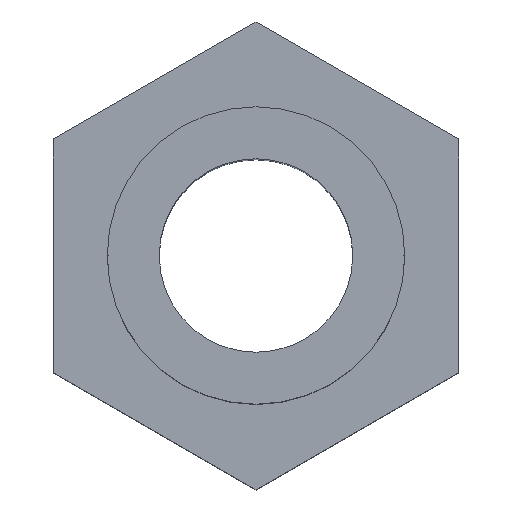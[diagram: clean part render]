
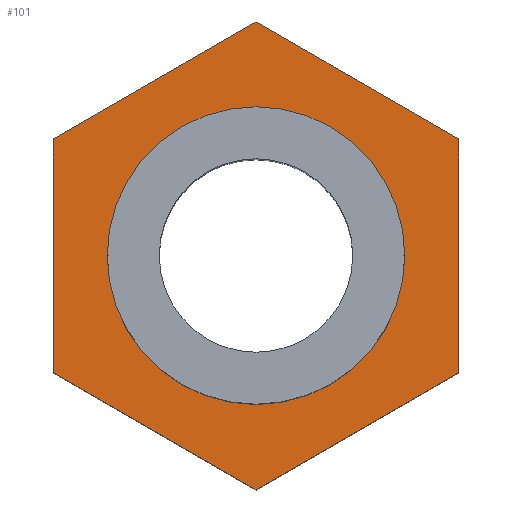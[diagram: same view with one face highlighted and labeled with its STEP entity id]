
A CAD part, top view. The second image highlights one B-rep face of the part: STEP entity #101.
In plain terms, the highlighted planar face has unit normal (0, 0, 1).
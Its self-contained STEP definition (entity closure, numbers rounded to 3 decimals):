
#16 = CARTESIAN_POINT ( 'NONE',  ( 13.22, 0., -18. ) ) ;
#38 = ORIENTED_EDGE ( 'NONE', *, *, #685, .F. ) ;
#50 = DIRECTION ( 'NONE',  ( -0.866, -0.5, 0. ) ) ;
#67 = EDGE_CURVE ( 'NONE', #546, #406, #123, .T. ) ;
#93 = ORIENTED_EDGE ( 'NONE', *, *, #376, .F. ) ;
#94 = CARTESIAN_POINT ( 'NONE',  ( -18., 10.392, -18. ) ) ;
#99 = VECTOR ( 'NONE', #188, 1000. ) ;
#101 = ADVANCED_FACE ( 'NONE', ( #513, #352 ), #652, .F. ) ;
#123 = LINE ( 'NONE', #503, #179 ) ;
#142 = CARTESIAN_POINT ( 'NONE',  ( -18., 13.22, -18. ) ) ;
#158 = VERTEX_POINT ( 'NONE', #94 ) ;
#162 = DIRECTION ( 'NONE',  ( -1., 0., 0. ) ) ;
#167 = DIRECTION ( 'NONE',  ( 0., 0., 1. ) ) ;
#172 = DIRECTION ( 'NONE',  ( 0., 0., -1. ) ) ;
#178 = CIRCLE ( 'NONE', #524, 13.22 ) ;
#179 = VECTOR ( 'NONE', #50, 1000. ) ;
#183 = DIRECTION ( 'NONE',  ( 1., 0., 0. ) ) ;
#188 = DIRECTION ( 'NONE',  ( 0.866, 0.5, 0. ) ) ;
#193 = VERTEX_POINT ( 'NONE', #387 ) ;
#253 = VERTEX_POINT ( 'NONE', #899 ) ;
#261 = VERTEX_POINT ( 'NONE', #761 ) ;
#262 = EDGE_CURVE ( 'NONE', #378, #193, #606, .T. ) ;
#269 = AXIS2_PLACEMENT_3D ( 'NONE', #368, #670, #450 ) ;
#277 = CARTESIAN_POINT ( 'NONE',  ( 0., 13.22, -18. ) ) ;
#345 = EDGE_CURVE ( 'NONE', #253, #158, #837, .T. ) ;
#350 = CARTESIAN_POINT ( 'NONE',  ( -3.276, 18.893, -18. ) ) ;
#352 = FACE_OUTER_BOUND ( 'NONE', #978, .T. ) ;
#368 = CARTESIAN_POINT ( 'NONE',  ( 0., 0., -18. ) ) ;
#372 = CARTESIAN_POINT ( 'NONE',  ( 18., -10.392, -18. ) ) ;
#376 = EDGE_CURVE ( 'NONE', #775, #261, #697, .T. ) ;
#378 = VERTEX_POINT ( 'NONE', #610 ) ;
#386 = CARTESIAN_POINT ( 'NONE',  ( 3.276, 18.893, -18. ) ) ;
#387 = CARTESIAN_POINT ( 'NONE',  ( 18., 10.392, -18. ) ) ;
#406 = VERTEX_POINT ( 'NONE', #880 ) ;
#407 = EDGE_CURVE ( 'NONE', #193, #546, #489, .T. ) ;
#426 = LINE ( 'NONE', #350, #99 ) ;
#431 = VECTOR ( 'NONE', #877, 1000. ) ;
#438 = CARTESIAN_POINT ( 'NONE',  ( -14.724, -12.283, -18. ) ) ;
#450 = DIRECTION ( 'NONE',  ( 1., 0., 0. ) ) ;
#453 = VECTOR ( 'NONE', #605, 1000. ) ;
#468 = EDGE_CURVE ( 'NONE', #158, #378, #426, .T. ) ;
#478 = ORIENTED_EDGE ( 'NONE', *, *, #262, .F. ) ;
#489 = LINE ( 'NONE', #656, #431 ) ;
#503 = CARTESIAN_POINT ( 'NONE',  ( 14.724, -12.283, -18. ) ) ;
#513 = FACE_BOUND ( 'NONE', #929, .T. ) ;
#524 = AXIS2_PLACEMENT_3D ( 'NONE', #554, #167, #183 ) ;
#546 = VERTEX_POINT ( 'NONE', #372 ) ;
#554 = CARTESIAN_POINT ( 'NONE',  ( 0., 0., -18. ) ) ;
#594 = EDGE_CURVE ( 'NONE', #406, #253, #751, .T. ) ;
#604 = VECTOR ( 'NONE', #987, 1000. ) ;
#605 = DIRECTION ( 'NONE',  ( -0.866, 0.5, 0. ) ) ;
#606 = LINE ( 'NONE', #386, #925 ) ;
#610 = CARTESIAN_POINT ( 'NONE',  ( 0., 20.785, -18. ) ) ;
#652 = PLANE ( 'NONE',  #739 ) ;
#656 = CARTESIAN_POINT ( 'NONE',  ( 18., 13.22, -18. ) ) ;
#670 = DIRECTION ( 'NONE',  ( 0., 0., 1. ) ) ;
#677 = ORIENTED_EDGE ( 'NONE', *, *, #407, .F. ) ;
#685 = EDGE_CURVE ( 'NONE', #261, #775, #178, .T. ) ;
#697 = CIRCLE ( 'NONE', #269, 13.22 ) ;
#703 = ORIENTED_EDGE ( 'NONE', *, *, #67, .F. ) ;
#713 = ORIENTED_EDGE ( 'NONE', *, *, #468, .F. ) ;
#739 = AXIS2_PLACEMENT_3D ( 'NONE', #277, #172, #162 ) ;
#751 = LINE ( 'NONE', #438, #453 ) ;
#756 = ORIENTED_EDGE ( 'NONE', *, *, #345, .F. ) ;
#761 = CARTESIAN_POINT ( 'NONE',  ( -13.22, 0., -18. ) ) ;
#775 = VERTEX_POINT ( 'NONE', #16 ) ;
#796 = ORIENTED_EDGE ( 'NONE', *, *, #594, .F. ) ;
#837 = LINE ( 'NONE', #142, #604 ) ;
#877 = DIRECTION ( 'NONE',  ( 0., -1., 0. ) ) ;
#880 = CARTESIAN_POINT ( 'NONE',  ( 0., -20.785, -18. ) ) ;
#899 = CARTESIAN_POINT ( 'NONE',  ( -18., -10.392, -18. ) ) ;
#925 = VECTOR ( 'NONE', #980, 1000. ) ;
#929 = EDGE_LOOP ( 'NONE', ( #93, #38 ) ) ;
#978 = EDGE_LOOP ( 'NONE', ( #796, #703, #677, #478, #713, #756 ) ) ;
#980 = DIRECTION ( 'NONE',  ( 0.866, -0.5, 0. ) ) ;
#987 = DIRECTION ( 'NONE',  ( 0., 1., 0. ) ) ;
